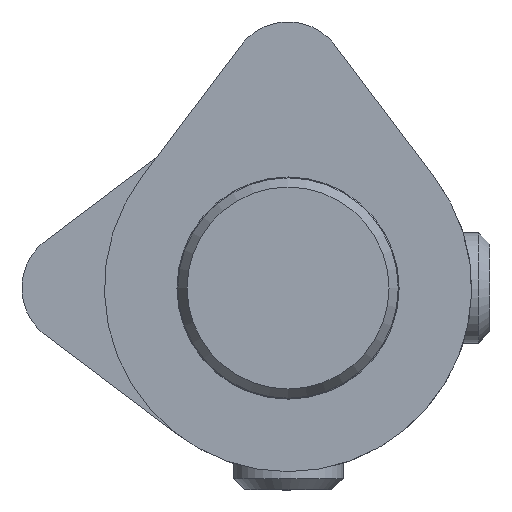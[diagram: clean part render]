
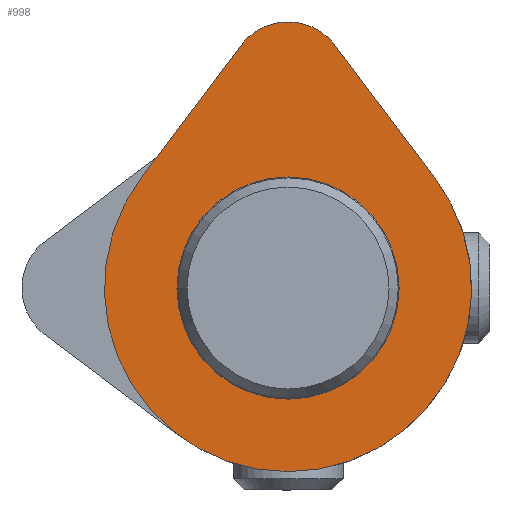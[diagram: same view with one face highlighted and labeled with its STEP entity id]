
A CAD part, front view. The second image highlights one B-rep face of the part: STEP entity #998.
In plain terms, the highlighted face is planar.
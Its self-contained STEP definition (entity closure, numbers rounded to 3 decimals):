
#61=FACE_BOUND('',#378,.T.);
#99=PLANE('',#1243);
#164=LINE('',#1888,#230);
#167=LINE('',#1895,#233);
#230=VECTOR('',#1515,10.);
#233=VECTOR('',#1524,10.);
#313=FACE_OUTER_BOUND('',#377,.T.);
#377=EDGE_LOOP('',(#893,#894,#895,#896));
#378=EDGE_LOOP('',(#897));
#441=CIRCLE('',#1233,6.05);
#442=CIRCLE('',#1235,10.);
#445=CIRCLE('',#1241,3.2);
#518=VERTEX_POINT('',#1868);
#520=VERTEX_POINT('',#1873);
#521=VERTEX_POINT('',#1875);
#525=VERTEX_POINT('',#1887);
#526=VERTEX_POINT('',#1891);
#641=EDGE_CURVE('',#518,#518,#441,.T.);
#643=EDGE_CURVE('',#520,#521,#442,.T.);
#649=EDGE_CURVE('',#521,#525,#164,.T.);
#651=EDGE_CURVE('',#525,#526,#445,.T.);
#653=EDGE_CURVE('',#526,#520,#167,.T.);
#893=ORIENTED_EDGE('',*,*,#649,.F.);
#894=ORIENTED_EDGE('',*,*,#643,.F.);
#895=ORIENTED_EDGE('',*,*,#653,.F.);
#896=ORIENTED_EDGE('',*,*,#651,.F.);
#897=ORIENTED_EDGE('',*,*,#641,.T.);
#998=ADVANCED_FACE('',(#313,#61),#99,.T.);
#1233=AXIS2_PLACEMENT_3D('',#1870,#1497,#1498);
#1235=AXIS2_PLACEMENT_3D('',#1876,#1502,#1503);
#1241=AXIS2_PLACEMENT_3D('',#1892,#1519,#1520);
#1243=AXIS2_PLACEMENT_3D('',#1896,#1525,#1526);
#1497=DIRECTION('center_axis',(0.,0.,-1.));
#1498=DIRECTION('ref_axis',(-1.,0.,0.));
#1502=DIRECTION('center_axis',(0.,0.,-1.));
#1503=DIRECTION('ref_axis',(1.,0.,0.));
#1515=DIRECTION('',(0.799,-0.602,0.));
#1519=DIRECTION('center_axis',(0.,0.,-1.));
#1520=DIRECTION('ref_axis',(0.602,-0.799,0.));
#1524=DIRECTION('',(-0.799,-0.602,0.));
#1525=DIRECTION('center_axis',(0.,0.,1.));
#1526=DIRECTION('ref_axis',(1.,0.,0.));
#1868=CARTESIAN_POINT('',(6.05,0.,20.625));
#1870=CARTESIAN_POINT('Origin',(0.,0.,20.625));
#1873=CARTESIAN_POINT('',(6.018,-7.987,20.625));
#1875=CARTESIAN_POINT('',(6.018,7.987,20.625));
#1876=CARTESIAN_POINT('Origin',(0.,0.,20.625));
#1887=CARTESIAN_POINT('',(13.226,2.556,20.625));
#1888=CARTESIAN_POINT('',(13.226,2.556,20.625));
#1891=CARTESIAN_POINT('',(13.226,-2.556,20.625));
#1892=CARTESIAN_POINT('Origin',(11.3,0.,20.625));
#1895=CARTESIAN_POINT('',(6.018,-7.987,20.625));
#1896=CARTESIAN_POINT('Origin',(9.685,0.,20.625));
